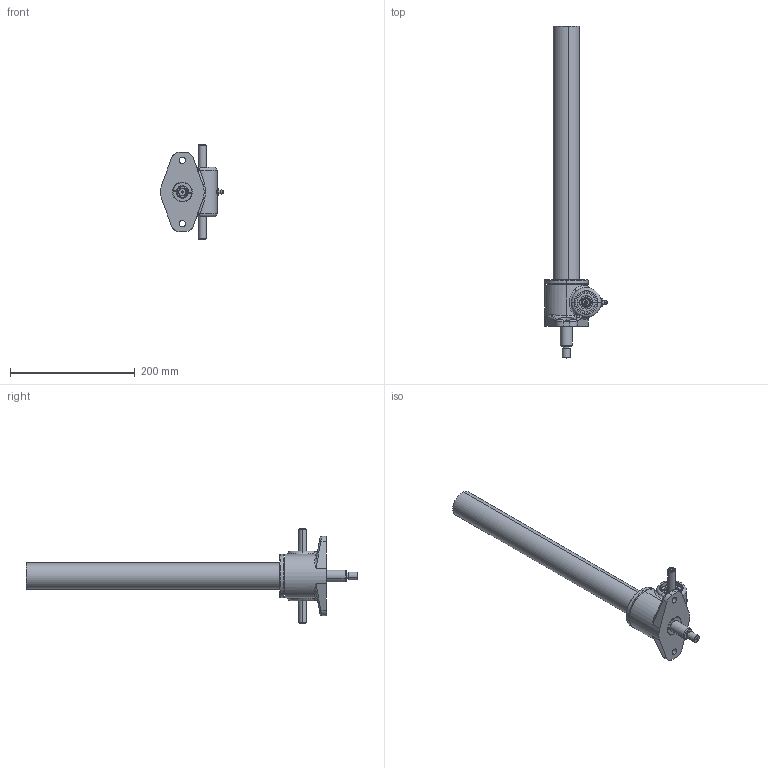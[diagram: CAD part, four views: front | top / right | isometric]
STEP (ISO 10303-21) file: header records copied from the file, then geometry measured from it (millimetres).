
FILE_DESCRIPTION (( 'STEP AP203' ), '1' );
FILE_NAME ('TM2500-16.STEP', '2026-03-04T05:49:23', ( '' ), ( '' ), 'SwSTEP 2.0', 'SolidWorks 2024', '' );
FILE_SCHEMA (( 'CONFIG_CONTROL_DESIGN' ));
Length unit declared in the file: millimetre
Products named in the file (12): radial ball bearing_68_skf_SKF - 6202 - 10,SI,NC,10_68; M-SK2500-7-16; M-SK2501-1_MACHINING; M-SK2500-2; M-SK2501-4; M-SK2501-3; GN_1_8_BSP; L44649-L44610-TheTimkenCompany-3D-11-08-2025.stp; TM2500-16; M-L5010-16_16; M-SK2176-2
Assembly tree (9 placements, depth 2):
  M-SK2501-4
  L44649-L44610-TheTimkenCompany-3D-11-08-2025.stp
  TM2500-16
    M-SK2501-1_MACHINING
    M-SK2501-3
    radial ball bearing_68_skf_SKF - 6202 - 10,SI,NC,10_68
    radial ball bearing_68_skf_SKF - 6202 - 10,SI,NC,10_68
    GN_1_8_BSP
    M-SK2500-2
    M-SK2176-2
    M-SK2500-7-16
    M-L5010-16_16
Bounding box: 100.79 x 531.75 x 152.4 mm (x, y, z)
Volume: 502504.8 mm3; surface area: 207149.1 mm2
Topology: 15 solids, 15 shells, 318 faces, 710 edges, 433 vertices
Faces by surface type: cylinder 135, plane 76, cone 57, bspline 24, torus 24, sphere 2
Entity records: 12044 total; most frequent: CARTESIAN_POINT 3764, DIRECTION 1588, ORIENTED_EDGE 1392, EDGE_CURVE 696, AXIS2_PLACEMENT_3D 671, VERTEX_POINT 433, EDGE_LOOP 375, CIRCLE 365
